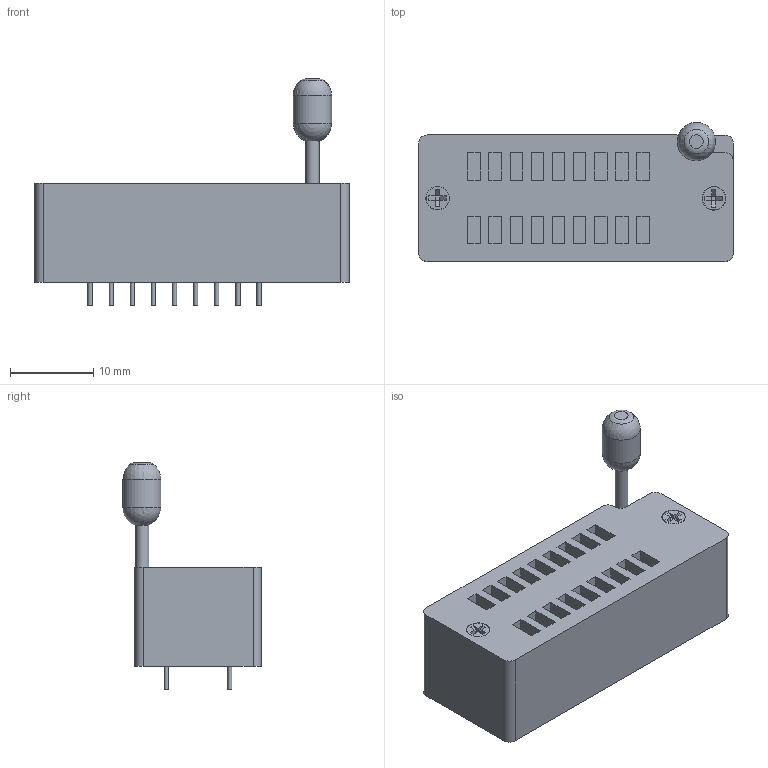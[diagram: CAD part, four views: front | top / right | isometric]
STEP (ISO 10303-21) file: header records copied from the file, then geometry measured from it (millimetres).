
FILE_DESCRIPTION(/* description */ ('STEP AP242','CAx-IF Rec.Pracs.---Representation and Presentation of Product Manufacturing Information (PMI)---4.0---2014-10-13','CAx-IF Rec.Pracs.---3D Tessellated Geometry---0.4---2014-09-14','2;1'),/* implementation_level */ '2;1');
FILE_NAME(/* name */ '683ba37471084f585d023b7a',/* time_stamp */ '2025-06-01T00:48:53Z',/* author */ (''),/* organization */ (''),/* preprocessor_version */ 'ST-DEVELOPER v20',/* originating_system */ 'ONSHAPE BY PTC INC, 1.198',/* authorisation */ ' ');
FILE_SCHEMA (('AP242_MANAGED_MODEL_BASED_3D_ENGINEERING_MIM_LF { 1 0 10303 442 1 1 4 }'));
Length unit declared in the file: metre
Products named in the file (23): Assembly 1; Part 18; 04 Zif Socket Handle; Part 7; Part 5; Part 13; Part 14; Part 6; Part 2; Part 3; Part 12; Part 17; Part 19; 06 Zif Socket Screw; Part 11; Part 8; Part 10; Part 16; Part 1; Part 4; Part 15; Part 9
Assembly tree (23 placements, depth 2):
  Assembly 1
    Part 18
    04 Zif Socket Handle
    Part 7
    Part 5
    Part 13
    Part 14
    Part 6
    Part 2
    Part 3
    Part 12
    Part 17
    Part 19
    06 Zif Socket Screw  x2
    Part 11
    Part 8
    Part 10
    Part 16
    Part 1
    Part 4
    Part 15
    Part 9
    04 Zif Socket Handle
Bounding box: 37.8 x 16.68 x 27.27 mm (x, y, z)
Volume: 6406.7 mm3; surface area: 3796.3 mm2
Topology: 23 solids, 23 shells, 233 faces, 502 edges, 335 vertices
Faces by surface type: plane 171, cylinder 39, torus 12, cone 7, sphere 2, bspline 2
Full cylindrical faces by diameter (mm): 0.5 x18, 1.6 x7, 2.8 x4, 4.6 x1
Entity records: 6770 total; most frequent: CARTESIAN_POINT 1796, DIRECTION 900, ORIENTED_EDGE 768, EDGE_CURVE 384, AXIS2_PLACEMENT_3D 314, VERTEX_POINT 281, EDGE_LOOP 273, FACE_BOUND 273
